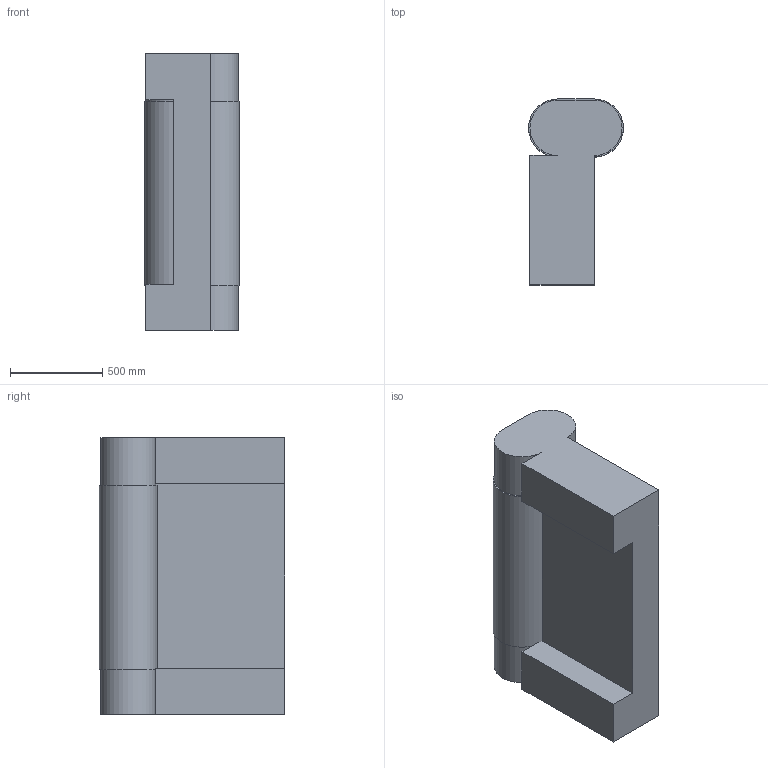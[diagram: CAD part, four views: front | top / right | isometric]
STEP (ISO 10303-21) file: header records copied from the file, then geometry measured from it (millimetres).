
FILE_DESCRIPTION(/* description */ (''),/* implementation_level */ '2;1');
FILE_NAME(/* name */ 'Banda7.stp',/* time_stamp */ '2024-06-28T01:01:49-05:00',/* author */ ('USER'),/* organization */ (''),/* preprocessor_version */ 'ST-DEVELOPER v19.2',/* originating_system */ 'Autodesk Inventor 2024',/* authorisation */ '');
FILE_SCHEMA (('AUTOMOTIVE_DESIGN { 1 0 10303 214 3 1 1 }'));
Length unit declared in the file: millimetre
Products named in the file (3): Banda; BandaLona; SoporteBanda
Assembly tree (2 placements, depth 2):
  Banda
    BandaLona
    SoporteBanda
Bounding box: 514 x 1007 x 1500 mm (x, y, z)
Volume: 468080034.7 mm3; surface area: 7973128.8 mm2
Topology: 2 solids, 2 shells, 24 faces, 58 edges, 38 vertices
Faces by surface type: plane 18, cylinder 6
Entity records: 809 total; most frequent: DIRECTION 128, CARTESIAN_POINT 125, ORIENTED_EDGE 116, EDGE_CURVE 58, LINE 46, VECTOR 46, AXIS2_PLACEMENT_3D 41, VERTEX_POINT 38
